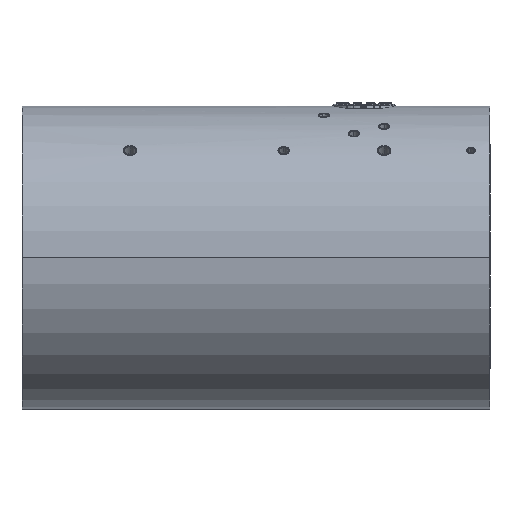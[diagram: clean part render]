
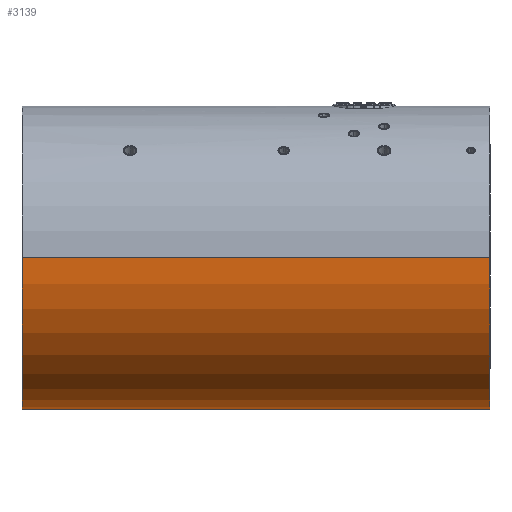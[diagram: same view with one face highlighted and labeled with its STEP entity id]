
A CAD part, left-side view. The second image highlights one B-rep face of the part: STEP entity #3139.
In plain terms, the highlighted cylindrical face has radius 754 mm (diameter 1508 mm), a partial arc.
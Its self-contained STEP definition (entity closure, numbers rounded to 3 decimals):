
#840 = DIRECTION ( 'NONE',  ( -1., 0., 0. ) ) ;
#1999 = LINE ( 'NONE', #15218, #11766 ) ;
#2467 = CARTESIAN_POINT ( 'NONE',  ( -754., 1140., 0. ) ) ;
#3139 = ADVANCED_FACE ( 'NONE', ( #18619 ), #5836, .T. ) ;
#3990 = CARTESIAN_POINT ( 'NONE',  ( 754., 1190., 0. ) ) ;
#4040 = DIRECTION ( 'NONE',  ( -1., 0., 0. ) ) ;
#4655 = AXIS2_PLACEMENT_3D ( 'NONE', #15466, #6856, #840 ) ;
#4941 = VERTEX_POINT ( 'NONE', #19676 ) ;
#5419 = DIRECTION ( 'NONE',  ( -1., 0., 0. ) ) ;
#5836 = CYLINDRICAL_SURFACE ( 'NONE', #13181, 754. ) ;
#6856 = DIRECTION ( 'NONE',  ( 0., 1., 0. ) ) ;
#8441 = VECTOR ( 'NONE', #21280, 1000. ) ;
#10323 = DIRECTION ( 'NONE',  ( 0., 1., 0. ) ) ;
#10484 = CARTESIAN_POINT ( 'NONE',  ( -754., 1190., 0. ) ) ;
#11766 = VECTOR ( 'NONE', #19618, 1000. ) ;
#11931 = EDGE_CURVE ( 'NONE', #4941, #13943, #1999, .T. ) ;
#13147 = EDGE_CURVE ( 'NONE', #13943, #17599, #22586, .T. ) ;
#13181 = AXIS2_PLACEMENT_3D ( 'NONE', #20313, #20405, #5419 ) ;
#13943 = VERTEX_POINT ( 'NONE', #3990 ) ;
#15218 = CARTESIAN_POINT ( 'NONE',  ( 754., 1140., 0. ) ) ;
#15466 = CARTESIAN_POINT ( 'NONE',  ( 0., -1140., 0. ) ) ;
#15738 = ORIENTED_EDGE ( 'NONE', *, *, #19476, .T. ) ;
#16179 = EDGE_LOOP ( 'NONE', ( #17084, #18292, #15738, #18959 ) ) ;
#17060 = VERTEX_POINT ( 'NONE', #24947 ) ;
#17084 = ORIENTED_EDGE ( 'NONE', *, *, #11931, .F. ) ;
#17599 = VERTEX_POINT ( 'NONE', #10484 ) ;
#18292 = ORIENTED_EDGE ( 'NONE', *, *, #25546, .T. ) ;
#18619 = FACE_OUTER_BOUND ( 'NONE', #16179, .T. ) ;
#18959 = ORIENTED_EDGE ( 'NONE', *, *, #13147, .F. ) ;
#19476 = EDGE_CURVE ( 'NONE', #17060, #17599, #23477, .T. ) ;
#19618 = DIRECTION ( 'NONE',  ( 0., 1., 0. ) ) ;
#19676 = CARTESIAN_POINT ( 'NONE',  ( 754., -1140., 0. ) ) ;
#20313 = CARTESIAN_POINT ( 'NONE',  ( 0., 1140., 0. ) ) ;
#20405 = DIRECTION ( 'NONE',  ( 0., 1., 0. ) ) ;
#21280 = DIRECTION ( 'NONE',  ( 0., 1., 0. ) ) ;
#22586 = CIRCLE ( 'NONE', #22756, 754. ) ;
#22756 = AXIS2_PLACEMENT_3D ( 'NONE', #22852, #10323, #4040 ) ;
#22852 = CARTESIAN_POINT ( 'NONE',  ( 0., 1190., 0. ) ) ;
#23477 = LINE ( 'NONE', #2467, #8441 ) ;
#24947 = CARTESIAN_POINT ( 'NONE',  ( -754., -1140., 0. ) ) ;
#25546 = EDGE_CURVE ( 'NONE', #4941, #17060, #26351, .T. ) ;
#26351 = CIRCLE ( 'NONE', #4655, 754. ) ;
